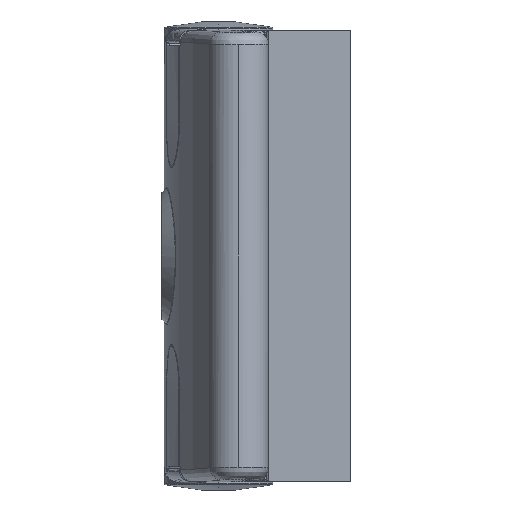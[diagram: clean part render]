
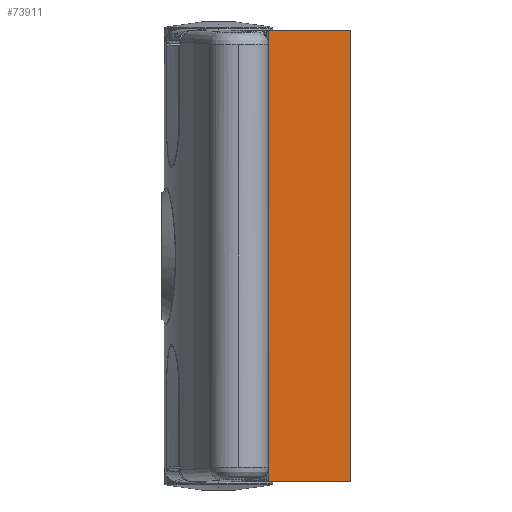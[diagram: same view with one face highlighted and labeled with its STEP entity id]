
A CAD part, left-side view. The second image highlights one B-rep face of the part: STEP entity #73911.
In plain terms, the highlighted face is planar.
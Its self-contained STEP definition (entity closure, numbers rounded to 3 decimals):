
#4246 = LINE ( 'NONE', #100681, #22898 ) ;
#4625 = DIRECTION ( 'NONE',  ( 0., 0., 1. ) ) ;
#6006 = DIRECTION ( 'NONE',  ( 0., -1., 0. ) ) ;
#7345 = VECTOR ( 'NONE', #13739, 1000. ) ;
#7618 = CARTESIAN_POINT ( 'NONE',  ( -37.5, 0., -18.25 ) ) ;
#7828 = VECTOR ( 'NONE', #31900, 1000. ) ;
#9148 = ORIENTED_EDGE ( 'NONE', *, *, #12915, .T. ) ;
#11694 = DIRECTION ( 'NONE',  ( 1., 0., 0. ) ) ;
#11746 = VERTEX_POINT ( 'NONE', #53041 ) ;
#12915 = EDGE_CURVE ( 'NONE', #90056, #83218, #93013, .T. ) ;
#13188 = CARTESIAN_POINT ( 'NONE',  ( -31.2, 21.4, -18.25 ) ) ;
#13739 = DIRECTION ( 'NONE',  ( 0., -1., 0. ) ) ;
#14002 = ORIENTED_EDGE ( 'NONE', *, *, #85405, .T. ) ;
#15254 = EDGE_CURVE ( 'NONE', #11746, #40707, #77993, .T. ) ;
#16041 = CARTESIAN_POINT ( 'NONE',  ( -37.5, 32., -18.25 ) ) ;
#18194 = VECTOR ( 'NONE', #11694, 1000. ) ;
#18207 = DIRECTION ( 'NONE',  ( 1., 0., 0. ) ) ;
#19573 = VERTEX_POINT ( 'NONE', #7618 ) ;
#22898 = VECTOR ( 'NONE', #6006, 1000. ) ;
#23197 = LINE ( 'NONE', #27680, #18194 ) ;
#24017 = PLANE ( 'NONE',  #28944 ) ;
#27680 = CARTESIAN_POINT ( 'NONE',  ( 31.5, 21.4, -18.25 ) ) ;
#28499 = LINE ( 'NONE', #70411, #7345 ) ;
#28944 = AXIS2_PLACEMENT_3D ( 'NONE', #16041, #4625, #32030 ) ;
#28990 = LINE ( 'NONE', #47358, #7828 ) ;
#30257 = ORIENTED_EDGE ( 'NONE', *, *, #93514, .T. ) ;
#31900 = DIRECTION ( 'NONE',  ( 0., -1., 0. ) ) ;
#32030 = DIRECTION ( 'NONE',  ( 1., 0., 0. ) ) ;
#32635 = EDGE_CURVE ( 'NONE', #63422, #67010, #23197, .T. ) ;
#32804 = LINE ( 'NONE', #76210, #74735 ) ;
#39958 = VECTOR ( 'NONE', #102003, 1000. ) ;
#40707 = VERTEX_POINT ( 'NONE', #51829 ) ;
#45305 = FACE_OUTER_BOUND ( 'NONE', #49173, .T. ) ;
#47358 = CARTESIAN_POINT ( 'NONE',  ( -37.5, 32., -18.25 ) ) ;
#48858 = ORIENTED_EDGE ( 'NONE', *, *, #71830, .T. ) ;
#49173 = EDGE_LOOP ( 'NONE', ( #97869, #49980, #48858, #90232, #64731, #9148, #30257, #14002 ) ) ;
#49223 = CARTESIAN_POINT ( 'NONE',  ( 31.2, 13.7, -18.25 ) ) ;
#49980 = ORIENTED_EDGE ( 'NONE', *, *, #15254, .T. ) ;
#51223 = DIRECTION ( 'NONE',  ( -1., 0., 0. ) ) ;
#51829 = CARTESIAN_POINT ( 'NONE',  ( -31.2, 13.7, -18.25 ) ) ;
#52245 = EDGE_CURVE ( 'NONE', #67010, #90056, #28499, .T. ) ;
#53041 = CARTESIAN_POINT ( 'NONE',  ( -37.5, 13.7, -18.25 ) ) ;
#54737 = CARTESIAN_POINT ( 'NONE',  ( 37.5, 13.7, -18.25 ) ) ;
#56097 = VERTEX_POINT ( 'NONE', #77619 ) ;
#60976 = DIRECTION ( 'NONE',  ( 0., 1., 0. ) ) ;
#61954 = LINE ( 'NONE', #98801, #101466 ) ;
#63422 = VERTEX_POINT ( 'NONE', #13188 ) ;
#64731 = ORIENTED_EDGE ( 'NONE', *, *, #52245, .T. ) ;
#67010 = VERTEX_POINT ( 'NONE', #94921 ) ;
#70411 = CARTESIAN_POINT ( 'NONE',  ( 31.2, 32., -18.25 ) ) ;
#71830 = EDGE_CURVE ( 'NONE', #40707, #63422, #32804, .T. ) ;
#73911 = ADVANCED_FACE ( 'NONE', ( #45305 ), #24017, .F. ) ;
#74735 = VECTOR ( 'NONE', #60976, 1000. ) ;
#75621 = EDGE_CURVE ( 'NONE', #11746, #19573, #28990, .T. ) ;
#76210 = CARTESIAN_POINT ( 'NONE',  ( -31.2, 32., -18.25 ) ) ;
#77619 = CARTESIAN_POINT ( 'NONE',  ( 37.5, 0., -18.25 ) ) ;
#77993 = LINE ( 'NONE', #97259, #96474 ) ;
#83218 = VERTEX_POINT ( 'NONE', #90857 ) ;
#85405 = EDGE_CURVE ( 'NONE', #56097, #19573, #61954, .T. ) ;
#90056 = VERTEX_POINT ( 'NONE', #49223 ) ;
#90232 = ORIENTED_EDGE ( 'NONE', *, *, #32635, .T. ) ;
#90857 = CARTESIAN_POINT ( 'NONE',  ( 37.5, 13.7, -18.25 ) ) ;
#93013 = LINE ( 'NONE', #54737, #39958 ) ;
#93514 = EDGE_CURVE ( 'NONE', #83218, #56097, #4246, .T. ) ;
#94921 = CARTESIAN_POINT ( 'NONE',  ( 31.2, 21.4, -18.25 ) ) ;
#96474 = VECTOR ( 'NONE', #18207, 1000. ) ;
#97259 = CARTESIAN_POINT ( 'NONE',  ( -31.5, 13.7, -18.25 ) ) ;
#97869 = ORIENTED_EDGE ( 'NONE', *, *, #75621, .F. ) ;
#98801 = CARTESIAN_POINT ( 'NONE',  ( -37.5, 0., -18.25 ) ) ;
#100681 = CARTESIAN_POINT ( 'NONE',  ( 37.5, 32., -18.25 ) ) ;
#101466 = VECTOR ( 'NONE', #51223, 1000. ) ;
#102003 = DIRECTION ( 'NONE',  ( 1., 0., 0. ) ) ;
